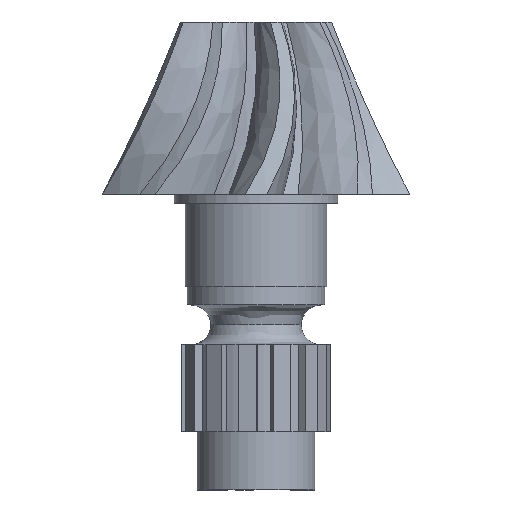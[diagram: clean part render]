
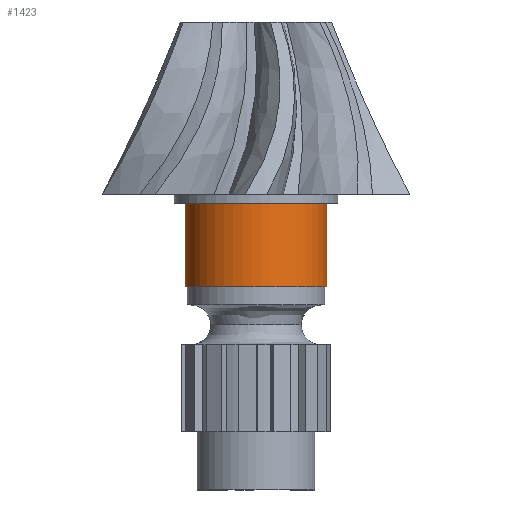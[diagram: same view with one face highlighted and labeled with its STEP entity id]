
A CAD part, left-side view. The second image highlights one B-rep face of the part: STEP entity #1423.
In plain terms, the highlighted free-form (B-spline) face has degree [2, 1] with [5, 2] control points.
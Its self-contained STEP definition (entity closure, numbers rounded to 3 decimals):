
#414 = VERTEX_POINT('',#415);
#415 = CARTESIAN_POINT('',(0.,50.223,-6.439));
#416 = VERTEX_POINT('',#417);
#417 = CARTESIAN_POINT('',(0.,-50.223,
    -6.439));
#425 = EDGE_CURVE('',#416,#426,#428,.T.);
#426 = VERTEX_POINT('',#427);
#427 = CARTESIAN_POINT('',(0.,-50.223,
    -65.676));
#428 = B_SPLINE_CURVE_WITH_KNOTS('',1,(#429,#430),.UNSPECIFIED.,.F.,.F.,
  (2,2),(-158.,-112.),.PIECEWISE_BEZIER_KNOTS.);
#429 = CARTESIAN_POINT('',(0.,-50.223,
    -6.439));
#430 = CARTESIAN_POINT('',(0.,-50.223,
    -65.676));
#433 = VERTEX_POINT('',#434);
#434 = CARTESIAN_POINT('',(0.,50.223,-65.676));
#442 = EDGE_CURVE('',#414,#433,#443,.T.);
#443 = B_SPLINE_CURVE_WITH_KNOTS('',1,(#444,#445),.UNSPECIFIED.,.F.,.F.,
  (2,2),(-158.,-112.),.PIECEWISE_BEZIER_KNOTS.);
#444 = CARTESIAN_POINT('',(0.,50.223,-6.439));
#445 = CARTESIAN_POINT('',(0.,50.223,-65.676));
#1407 = EDGE_CURVE('',#426,#433,#1408,.T.);
#1408 = ( BOUNDED_CURVE() B_SPLINE_CURVE(2,(#1409,#1410,#1411,#1412,
#1413),.UNSPECIFIED.,.F.,.F.) B_SPLINE_CURVE_WITH_KNOTS((3,2,3),(
    3.142,4.712,6.283),
.PIECEWISE_BEZIER_KNOTS.) CURVE() GEOMETRIC_REPRESENTATION_ITEM() 
RATIONAL_B_SPLINE_CURVE((1.,0.707,1.,0.707,1.)) 
REPRESENTATION_ITEM('') );
#1409 = CARTESIAN_POINT('',(0.,-50.223,
    -65.676));
#1410 = CARTESIAN_POINT('',(-50.223,-50.223,
    -65.676));
#1411 = CARTESIAN_POINT('',(-50.223,0.,
    -65.676));
#1412 = CARTESIAN_POINT('',(-50.223,50.223,
    -65.676));
#1413 = CARTESIAN_POINT('',(0.,50.223,
    -65.676));
#1423 = ADVANCED_FACE('',(#1424),#1437,.T.);
#1424 = FACE_BOUND('',#1425,.T.);
#1425 = EDGE_LOOP('',(#1426,#1427,#1435,#1436));
#1426 = ORIENTED_EDGE('',*,*,#425,.F.);
#1427 = ORIENTED_EDGE('',*,*,#1428,.T.);
#1428 = EDGE_CURVE('',#416,#414,#1429,.T.);
#1429 = ( BOUNDED_CURVE() B_SPLINE_CURVE(2,(#1430,#1431,#1432,#1433,
#1434),.UNSPECIFIED.,.F.,.F.) B_SPLINE_CURVE_WITH_KNOTS((3,2,3),(
    3.142,4.712,6.283),
.PIECEWISE_BEZIER_KNOTS.) CURVE() GEOMETRIC_REPRESENTATION_ITEM() 
RATIONAL_B_SPLINE_CURVE((1.,0.707,1.,0.707,1.)) 
REPRESENTATION_ITEM('') );
#1430 = CARTESIAN_POINT('',(0.,-50.223,
    -6.439));
#1431 = CARTESIAN_POINT('',(-50.223,-50.223,
    -6.439));
#1432 = CARTESIAN_POINT('',(-50.223,0.,
    -6.439));
#1433 = CARTESIAN_POINT('',(-50.223,50.223,
    -6.439));
#1434 = CARTESIAN_POINT('',(0.,50.223,
    -6.439));
#1435 = ORIENTED_EDGE('',*,*,#442,.T.);
#1436 = ORIENTED_EDGE('',*,*,#1407,.F.);
#1437 = ( BOUNDED_SURFACE() B_SPLINE_SURFACE(2,1,(
    (#1438,#1439)
    ,(#1440,#1441)
    ,(#1442,#1443)
    ,(#1444,#1445)
    ,(#1446,#1447
)),.UNSPECIFIED.,.F.,.F.,.F.) B_SPLINE_SURFACE_WITH_KNOTS((3,2,3),(2,2),
  (3.142,4.712,6.283),(-158.,-112.),
.PIECEWISE_BEZIER_KNOTS.) GEOMETRIC_REPRESENTATION_ITEM() 
RATIONAL_B_SPLINE_SURFACE((
    (1.,1.)
    ,(0.707,0.707)
    ,(1.,1.)
    ,(0.707,0.707)
,(1.,1.))) REPRESENTATION_ITEM('') SURFACE() );
#1438 = CARTESIAN_POINT('',(0.,-50.223,
    -6.439));
#1439 = CARTESIAN_POINT('',(0.,-50.223,
    -65.676));
#1440 = CARTESIAN_POINT('',(-50.223,-50.223,
    -6.439));
#1441 = CARTESIAN_POINT('',(-50.223,-50.223,
    -65.676));
#1442 = CARTESIAN_POINT('',(-50.223,0.,
    -6.439));
#1443 = CARTESIAN_POINT('',(-50.223,0.,
    -65.676));
#1444 = CARTESIAN_POINT('',(-50.223,50.223,
    -6.439));
#1445 = CARTESIAN_POINT('',(-50.223,50.223,
    -65.676));
#1446 = CARTESIAN_POINT('',(0.,50.223,
    -6.439));
#1447 = CARTESIAN_POINT('',(0.,50.223,
    -65.676));
